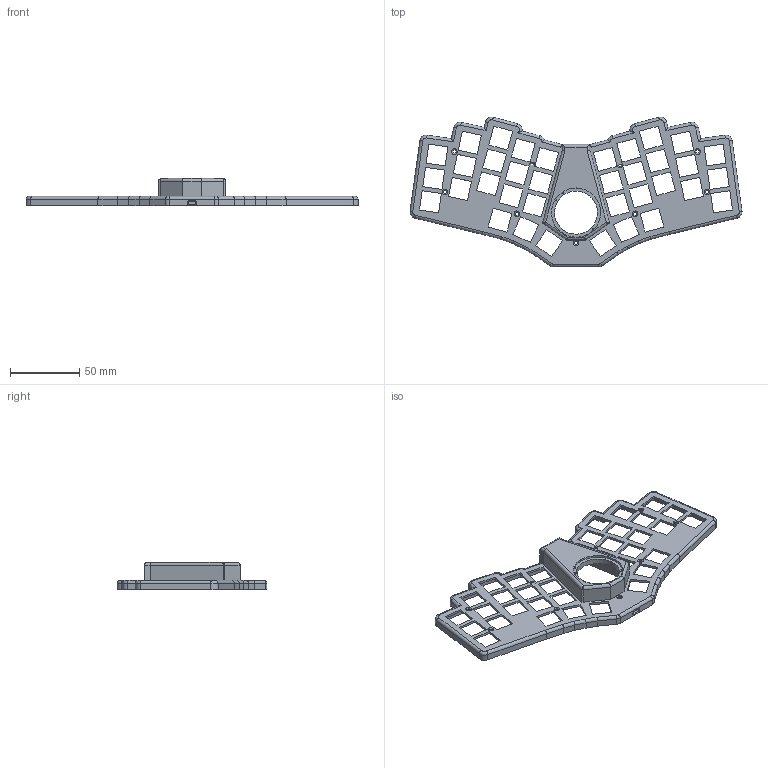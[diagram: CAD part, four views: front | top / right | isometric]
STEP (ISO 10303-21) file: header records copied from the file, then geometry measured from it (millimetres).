
FILE_DESCRIPTION(/* description */ (''),/* implementation_level */ '2;1');
FILE_NAME(/* name */ 'bad-wings-top-ble v8.step',/* time_stamp */ '2024-05-31T15:13:09-04:00',/* author */ (''),/* organization */ (''),/* preprocessor_version */ 'ST-DEVELOPER v20',/* originating_system */ 'Autodesk Translation Framework v13.14.0.145',/* authorisation */ '');
FILE_SCHEMA (('AUTOMOTIVE_DESIGN { 1 0 10303 214 3 1 1 }'));
Length unit declared in the file: millimetre
Products named in the file (1): bad-wings-top-ble
Bounding box: 239.14 x 107.88 x 19.5 mm (x, y, z)
Surface area: 35791.7 mm2 (no closed solid volume)
Topology: 0 solids, 1 shells, 377 faces, 1075 edges, 687 vertices
Faces by surface type: plane 251, cylinder 99, torus 14, cone 11, bspline 2
Full cylindrical faces by diameter (mm): 2.5 x9, 31 x1
Entity records: 12343 total; most frequent: CARTESIAN_POINT 2205, ORIENTED_EDGE 2132, DIRECTION 2017, EDGE_CURVE 1066, LINE 855, VECTOR 855, VERTEX_POINT 683, AXIS2_PLACEMENT_3D 581
